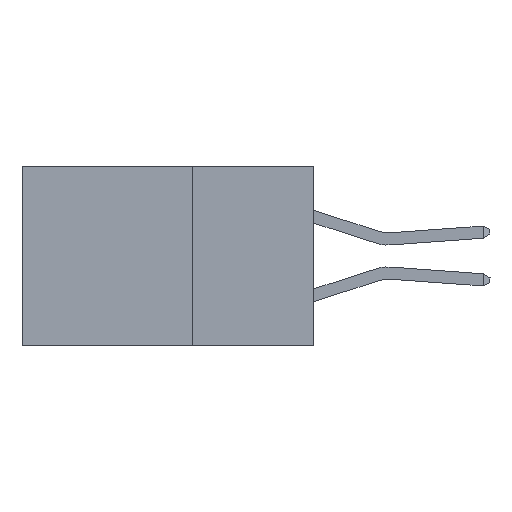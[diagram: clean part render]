
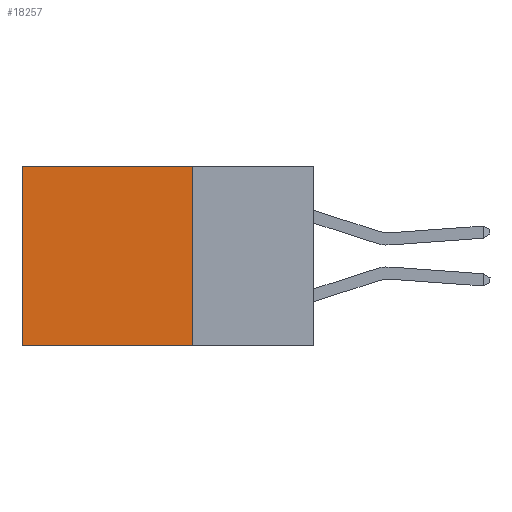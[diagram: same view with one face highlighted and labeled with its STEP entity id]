
A CAD part, left-side view. The second image highlights one B-rep face of the part: STEP entity #18257.
In plain terms, the highlighted planar face has unit normal (-1, 0, 0).
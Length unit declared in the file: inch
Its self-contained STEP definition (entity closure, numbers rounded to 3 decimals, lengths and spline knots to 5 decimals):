
#150 = DIRECTION ( 'NONE',  ( 0., 0., -1. ) ) ;
#394 = EDGE_CURVE ( 'NONE', #26113, #12921, #20775, .T. ) ;
#1565 = VERTEX_POINT ( 'NONE', #25430 ) ;
#2368 = CARTESIAN_POINT ( 'NONE',  ( 0.2875, 0.25, 0. ) ) ;
#4037 = FACE_OUTER_BOUND ( 'NONE', #6457, .T. ) ;
#4063 = VECTOR ( 'NONE', #21644, 39.37008 ) ;
#4474 = EDGE_CURVE ( 'NONE', #1565, #26113, #6691, .T. ) ;
#5116 = CARTESIAN_POINT ( 'NONE',  ( 0.2875, 0.25, 0. ) ) ;
#5848 = EDGE_CURVE ( 'NONE', #1565, #18667, #10783, .T. ) ;
#6457 = EDGE_LOOP ( 'NONE', ( #7096, #24836, #18639, #11403 ) ) ;
#6691 = LINE ( 'NONE', #5116, #13089 ) ;
#7096 = ORIENTED_EDGE ( 'NONE', *, *, #12467, .T. ) ;
#8649 = DIRECTION ( 'NONE',  ( 0., 0., -1. ) ) ;
#10783 = LINE ( 'NONE', #2368, #4063 ) ;
#11403 = ORIENTED_EDGE ( 'NONE', *, *, #5848, .T. ) ;
#12235 = VECTOR ( 'NONE', #25235, 39.37008 ) ;
#12467 = EDGE_CURVE ( 'NONE', #18667, #12921, #19314, .T. ) ;
#12921 = VERTEX_POINT ( 'NONE', #25569 ) ;
#13001 = DIRECTION ( 'NONE',  ( 1., 0., 0. ) ) ;
#13089 = VECTOR ( 'NONE', #8649, 39.37008 ) ;
#14953 = AXIS2_PLACEMENT_3D ( 'NONE', #21493, #13001, #19140 ) ;
#18257 = ADVANCED_FACE ( 'NONE', ( #4037 ), #27389, .F. ) ;
#18639 = ORIENTED_EDGE ( 'NONE', *, *, #4474, .F. ) ;
#18667 = VERTEX_POINT ( 'NONE', #22875 ) ;
#18766 = CARTESIAN_POINT ( 'NONE',  ( 0.2875, 0.6, 0. ) ) ;
#19140 = DIRECTION ( 'NONE',  ( 0., 0., -1. ) ) ;
#19314 = LINE ( 'NONE', #18766, #21914 ) ;
#20775 = LINE ( 'NONE', #27085, #12235 ) ;
#21493 = CARTESIAN_POINT ( 'NONE',  ( 0.2875, 0.25, 0. ) ) ;
#21644 = DIRECTION ( 'NONE',  ( 0., 1., 0. ) ) ;
#21914 = VECTOR ( 'NONE', #150, 39.37008 ) ;
#22875 = CARTESIAN_POINT ( 'NONE',  ( 0.2875, 0.6, 0. ) ) ;
#24836 = ORIENTED_EDGE ( 'NONE', *, *, #394, .F. ) ;
#25090 = CARTESIAN_POINT ( 'NONE',  ( 0.2875, 0.25, -0.37 ) ) ;
#25235 = DIRECTION ( 'NONE',  ( 0., 1., 0. ) ) ;
#25430 = CARTESIAN_POINT ( 'NONE',  ( 0.2875, 0.25, 0. ) ) ;
#25569 = CARTESIAN_POINT ( 'NONE',  ( 0.2875, 0.6, -0.37 ) ) ;
#26113 = VERTEX_POINT ( 'NONE', #25090 ) ;
#27085 = CARTESIAN_POINT ( 'NONE',  ( 0.2875, 0.25, -0.37 ) ) ;
#27389 = PLANE ( 'NONE',  #14953 ) ;
